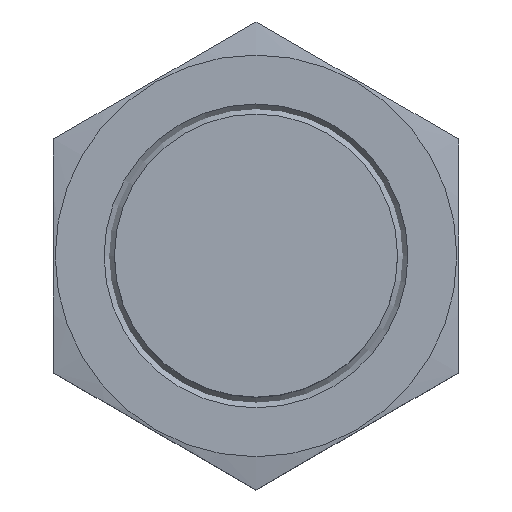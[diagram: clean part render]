
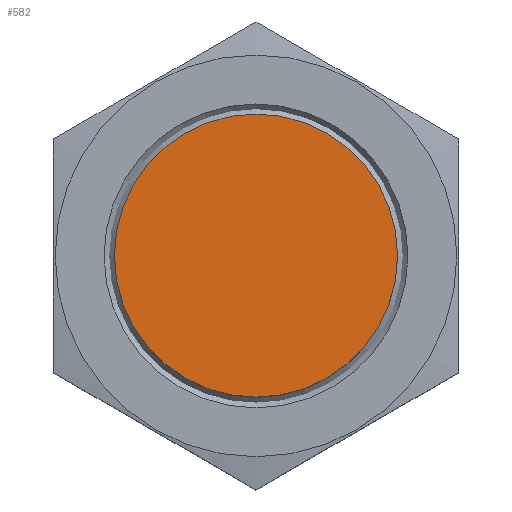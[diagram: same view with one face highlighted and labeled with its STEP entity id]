
A CAD part, top view. The second image highlights one B-rep face of the part: STEP entity #582.
In plain terms, the highlighted face is planar.
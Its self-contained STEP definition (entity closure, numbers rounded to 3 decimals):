
#59=PLANE('',#666);
#129=ORIENTED_EDGE('',*,*,#258,.F.);
#258=EDGE_CURVE('',#322,#322,#370,.T.);
#322=VERTEX_POINT('',#1008);
#370=CIRCLE('',#667,8.387);
#408=EDGE_LOOP('',(#129));
#492=FACE_BOUND('',#408,.T.);
#582=ADVANCED_FACE('',(#492),#59,.F.);
#666=AXIS2_PLACEMENT_3D('',#1006,#771,#772);
#667=AXIS2_PLACEMENT_3D('',#1007,#773,#774);
#771=DIRECTION('',(1.,0.,0.));
#772=DIRECTION('',(0.,0.,-1.));
#773=DIRECTION('',(1.,0.,0.));
#774=DIRECTION('',(0.,0.,-1.));
#1006=CARTESIAN_POINT('',(-10.,0.,0.));
#1007=CARTESIAN_POINT('',(-10.,0.,0.));
#1008=CARTESIAN_POINT('',(-10.,0.,-8.387));
